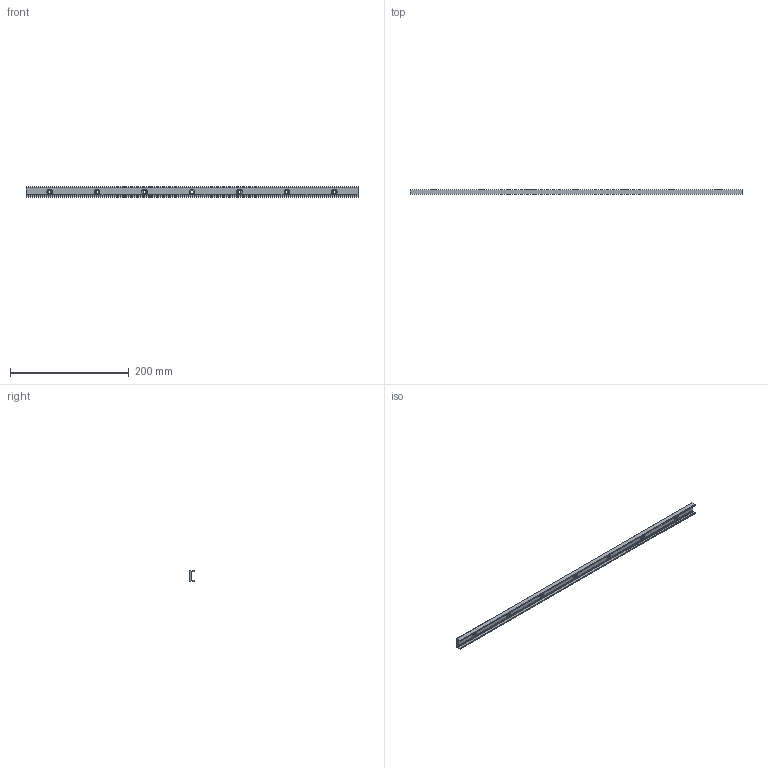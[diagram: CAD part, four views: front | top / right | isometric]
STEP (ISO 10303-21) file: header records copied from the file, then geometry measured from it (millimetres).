
FILE_DESCRIPTION((''),'2;1');
FILE_NAME('LCU 18-0560.C.stp','2016-05-02T15:06:13',('MRathmann'),(''),'Autodesk Inventor 2012','Autodesk Inventor 2012','');
FILE_SCHEMA(('CONFIG_CONTROL_DESIGN'));
Length unit declared in the file: millimetre
Products named in the file (1): LCU 18-0560.C
Bounding box: 560 x 8.25 x 18 mm (x, y, z)
Volume: 37241.7 mm3; surface area: 35913.1 mm2
Topology: 1 solids, 1 shells, 43 faces, 123 edges, 82 vertices
Faces by surface type: cylinder 25, plane 18
Full cylindrical faces by diameter (mm): 5 x7, 9.5 x7
Entity records: 1369 total; most frequent: CARTESIAN_POINT 256, DIRECTION 233, ORIENTED_EDGE 204, EDGE_CURVE 102, AXIS2_PLACEMENT_3D 94, VERTEX_POINT 75, EDGE_LOOP 71, CIRCLE 50
